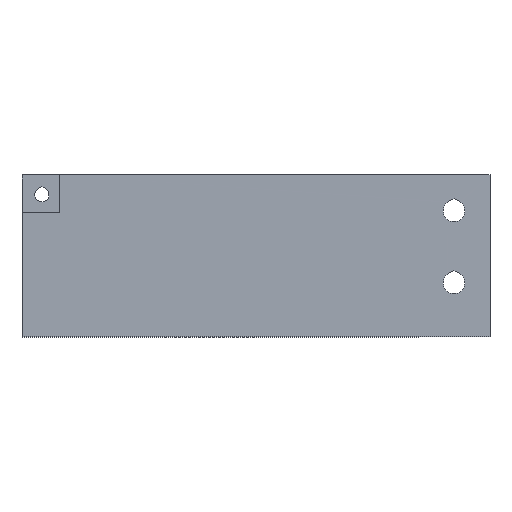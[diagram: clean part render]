
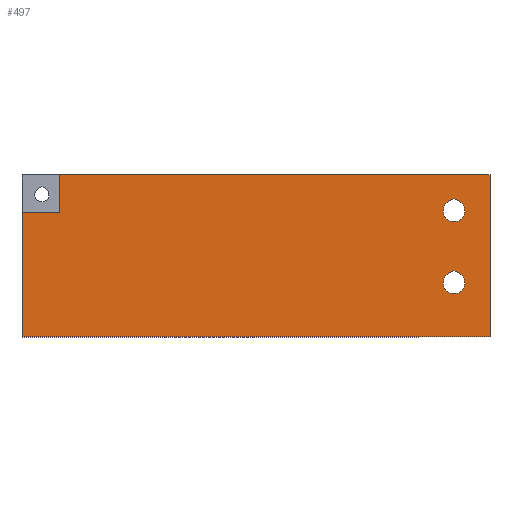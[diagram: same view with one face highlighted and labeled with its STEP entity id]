
A CAD part, top view. The second image highlights one B-rep face of the part: STEP entity #497.
In plain terms, the highlighted planar face has unit normal (0, 0, 1).
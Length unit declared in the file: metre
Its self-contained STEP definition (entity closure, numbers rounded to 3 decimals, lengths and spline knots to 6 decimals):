
#19=CIRCLE('',#538,0.003);
#20=CIRCLE('',#540,0.003);
#73=ORIENTED_EDGE('',*,*,#201,.F.);
#74=ORIENTED_EDGE('',*,*,#194,.F.);
#75=ORIENTED_EDGE('',*,*,#202,.T.);
#76=ORIENTED_EDGE('',*,*,#203,.F.);
#77=ORIENTED_EDGE('',*,*,#191,.F.);
#78=ORIENTED_EDGE('',*,*,#204,.T.);
#79=ORIENTED_EDGE('',*,*,#205,.F.);
#80=ORIENTED_EDGE('',*,*,#196,.T.);
#81=ORIENTED_EDGE('',*,*,#184,.T.);
#82=ORIENTED_EDGE('',*,*,#189,.T.);
#83=ORIENTED_EDGE('',*,*,#181,.F.);
#84=ORIENTED_EDGE('',*,*,#206,.T.);
#181=EDGE_CURVE('',#250,#251,#292,.T.);
#184=EDGE_CURVE('',#252,#253,#295,.T.);
#189=EDGE_CURVE('',#253,#251,#300,.T.);
#191=EDGE_CURVE('',#256,#257,#19,.T.);
#194=EDGE_CURVE('',#258,#259,#20,.T.);
#196=EDGE_CURVE('',#260,#252,#305,.T.);
#201=EDGE_CURVE('',#259,#263,#310,.T.);
#202=EDGE_CURVE('',#258,#263,#311,.T.);
#203=EDGE_CURVE('',#257,#264,#312,.T.);
#204=EDGE_CURVE('',#256,#264,#313,.T.);
#205=EDGE_CURVE('',#260,#265,#314,.T.);
#206=EDGE_CURVE('',#250,#265,#315,.T.);
#250=VERTEX_POINT('',#737);
#251=VERTEX_POINT('',#739);
#252=VERTEX_POINT('',#744);
#253=VERTEX_POINT('',#745);
#256=VERTEX_POINT('',#756);
#257=VERTEX_POINT('',#758);
#258=VERTEX_POINT('',#762);
#259=VERTEX_POINT('',#764);
#260=VERTEX_POINT('',#768);
#263=VERTEX_POINT('',#777);
#264=VERTEX_POINT('',#780);
#265=VERTEX_POINT('',#783);
#292=LINE('',#738,#355);
#295=LINE('',#743,#358);
#300=LINE('',#753,#363);
#305=LINE('',#767,#368);
#310=LINE('',#776,#373);
#311=LINE('',#778,#374);
#312=LINE('',#779,#375);
#313=LINE('',#781,#376);
#314=LINE('',#782,#377);
#315=LINE('',#784,#378);
#355=VECTOR('',#594,1.);
#358=VECTOR('',#599,1.);
#363=VECTOR('',#606,1.);
#368=VECTOR('',#621,1.);
#373=VECTOR('',#628,1.);
#374=VECTOR('',#629,1.);
#375=VECTOR('',#630,1.);
#376=VECTOR('',#631,1.);
#377=VECTOR('',#632,1.);
#378=VECTOR('',#633,1.);
#411=EDGE_LOOP('',(#73,#74,#75));
#412=EDGE_LOOP('',(#76,#77,#78));
#413=EDGE_LOOP('',(#79,#80,#81,#82,#83,#84));
#444=FACE_BOUND('',#411,.T.);
#445=FACE_BOUND('',#412,.T.);
#446=FACE_BOUND('',#413,.T.);
#471=PLANE('',#542);
#497=ADVANCED_FACE('',(#444,#445,#446),#471,.T.);
#538=AXIS2_PLACEMENT_3D('',#757,#610,#611);
#540=AXIS2_PLACEMENT_3D('',#763,#616,#617);
#542=AXIS2_PLACEMENT_3D('',#775,#626,#627);
#594=DIRECTION('',(1.,0.,0.));
#599=DIRECTION('',(1.,0.,0.));
#606=DIRECTION('',(0.,1.,0.));
#610=DIRECTION('',(0.,0.,1.));
#611=DIRECTION('',(1.,0.,0.));
#616=DIRECTION('',(0.,0.,1.));
#617=DIRECTION('',(1.,0.,0.));
#621=DIRECTION('',(0.,-1.,0.));
#626=DIRECTION('',(0.,0.,1.));
#627=DIRECTION('',(1.,0.,0.));
#628=DIRECTION('',(-0.866,0.5,0.));
#629=DIRECTION('',(0.866,0.5,0.));
#630=DIRECTION('',(-0.866,0.5,0.));
#631=DIRECTION('',(0.866,0.5,0.));
#632=DIRECTION('',(1.,0.,0.));
#633=DIRECTION('',(0.,-1.,0.));
#737=CARTESIAN_POINT('',(-0.0995,0.13,0.024));
#738=CARTESIAN_POINT('',(-0.045,0.13,0.024));
#739=CARTESIAN_POINT('',(0.02,0.13,0.024));
#743=CARTESIAN_POINT('',(-0.045,0.085,0.024));
#744=CARTESIAN_POINT('',(-0.11,0.085,0.024));
#745=CARTESIAN_POINT('',(0.02,0.085,0.024));
#753=CARTESIAN_POINT('',(0.02,0.11,0.024));
#756=CARTESIAN_POINT('',(0.008499,0.122598,0.023999));
#757=CARTESIAN_POINT('',(0.01,0.12,0.024));
#758=CARTESIAN_POINT('',(0.0115,0.122598,0.023999));
#762=CARTESIAN_POINT('',(0.008499,0.102598,0.023999));
#763=CARTESIAN_POINT('',(0.01,0.1,0.024));
#764=CARTESIAN_POINT('',(0.0115,0.102598,0.023999));
#767=CARTESIAN_POINT('',(-0.11,0.11,0.024));
#768=CARTESIAN_POINT('',(-0.11,0.1195,0.024));
#775=CARTESIAN_POINT('',(-0.175,0.204999,0.024));
#776=CARTESIAN_POINT('',(0.0115,0.102598,0.024));
#777=CARTESIAN_POINT('',(0.01,0.103464,0.024));
#778=CARTESIAN_POINT('',(0.0085,0.102598,0.024));
#779=CARTESIAN_POINT('',(0.0115,0.122598,0.024));
#780=CARTESIAN_POINT('',(0.01,0.123464,0.024));
#781=CARTESIAN_POINT('',(0.0085,0.122598,0.024));
#782=CARTESIAN_POINT('',(-0.11,0.1195,0.024));
#783=CARTESIAN_POINT('',(-0.0995,0.1195,0.024));
#784=CARTESIAN_POINT('',(-0.0995,0.13,0.024));
